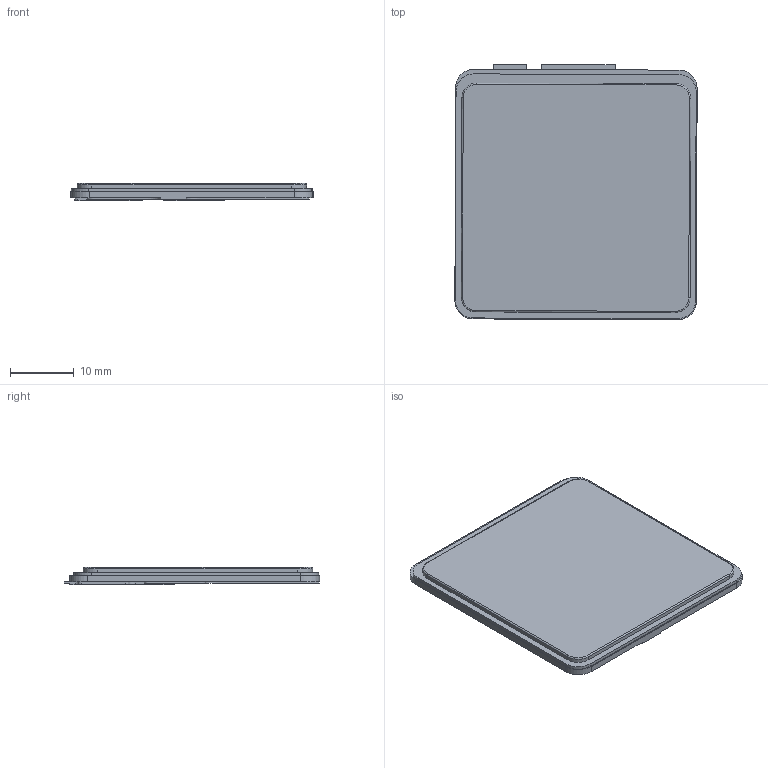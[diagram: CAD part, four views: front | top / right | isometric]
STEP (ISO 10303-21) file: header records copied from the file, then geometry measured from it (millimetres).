
FILE_DESCRIPTION(/* description */ ('STEP AP203'),/* implementation_level */ '2;1');
FILE_NAME(/* name */ '',/* time_stamp */ '2025-07-04T19:09:48+08:00',/* author */ (''),/* organization */ (''),/* preprocessor_version */ 'ST-DEVELOPER v20.1',/* originating_system */ 'Autodesk Translation Framework v14.10.0.0',/* authorisation */ '');
FILE_SCHEMA (('AUTOMOTIVE_DESIGN { 1 0 10303 214 3 1 1 }'));
Length unit declared in the file: millimetre
Products named in the file (2): 无螺母装配; 屏幕
Assembly tree (1 placements, depth 2):
  无螺母装配
    屏幕
Bounding box: 37.98 x 40.01 x 2.68 mm (x, y, z)
Volume: 3359.9 mm3; surface area: 3354.6 mm2
Topology: 2 solids, 2 shells, 93 faces, 248 edges, 162 vertices
Faces by surface type: plane 55, cylinder 34, torus 4
Entity records: 2946 total; most frequent: DIRECTION 512, CARTESIAN_POINT 506, ORIENTED_EDGE 496, EDGE_CURVE 248, LINE 176, VECTOR 176, AXIS2_PLACEMENT_3D 168, VERTEX_POINT 162
